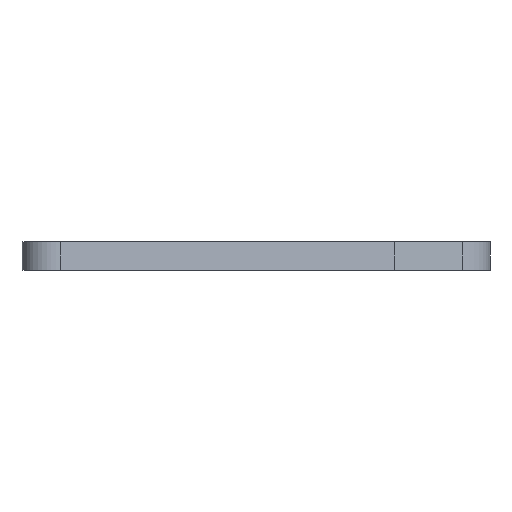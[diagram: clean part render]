
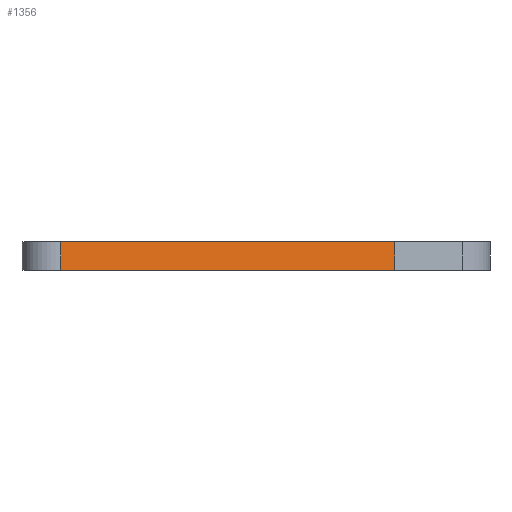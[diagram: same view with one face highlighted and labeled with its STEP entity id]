
A CAD part, front view. The second image highlights one B-rep face of the part: STEP entity #1356.
In plain terms, the highlighted planar face has unit normal (0.306, -0.952, 0).
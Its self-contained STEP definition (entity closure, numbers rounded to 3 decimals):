
#126=PLANE('',#1521);
#189=FACE_OUTER_BOUND('',#293,.T.);
#293=EDGE_LOOP('',(#1178,#1179,#1180,#1181));
#348=LINE('',#1941,#423);
#361=LINE('',#2118,#436);
#368=LINE('',#2362,#443);
#410=LINE('',#2525,#485);
#423=VECTOR('',#1557,10.);
#436=VECTOR('',#1666,10.);
#443=VECTOR('',#1691,10.);
#485=VECTOR('',#1895,10.);
#594=VERTEX_POINT('',#1938);
#595=VERTEX_POINT('',#1940);
#650=VERTEX_POINT('',#2116);
#661=VERTEX_POINT('',#2361);
#718=EDGE_CURVE('',#594,#595,#348,.T.);
#779=EDGE_CURVE('',#594,#650,#361,.T.);
#800=EDGE_CURVE('',#595,#661,#368,.T.);
#882=EDGE_CURVE('',#661,#650,#410,.T.);
#1178=ORIENTED_EDGE('',*,*,#718,.F.);
#1179=ORIENTED_EDGE('',*,*,#779,.T.);
#1180=ORIENTED_EDGE('',*,*,#882,.F.);
#1181=ORIENTED_EDGE('',*,*,#800,.F.);
#1356=ADVANCED_FACE('',(#189),#126,.T.);
#1521=AXIS2_PLACEMENT_3D('',#2524,#1893,#1894);
#1557=DIRECTION('',(-0.952,-0.306,0.));
#1666=DIRECTION('',(0.,0.,1.));
#1691=DIRECTION('',(0.,0.,1.));
#1893=DIRECTION('center_axis',(0.306,-0.952,0.));
#1894=DIRECTION('ref_axis',(0.952,0.306,0.));
#1895=DIRECTION('',(0.952,0.306,0.));
#1938=CARTESIAN_POINT('',(126.758,-31.763,0.));
#1940=CARTESIAN_POINT('',(-0.246,-72.608,0.));
#1941=CARTESIAN_POINT('',(126.758,-31.763,0.));
#2116=CARTESIAN_POINT('',(126.758,-31.763,11.));
#2118=CARTESIAN_POINT('',(126.758,-31.763,0.));
#2361=CARTESIAN_POINT('',(-0.246,-72.608,11.));
#2362=CARTESIAN_POINT('',(-0.246,-72.608,0.));
#2524=CARTESIAN_POINT('Origin',(-0.246,-72.608,0.));
#2525=CARTESIAN_POINT('',(126.758,-31.763,11.));
